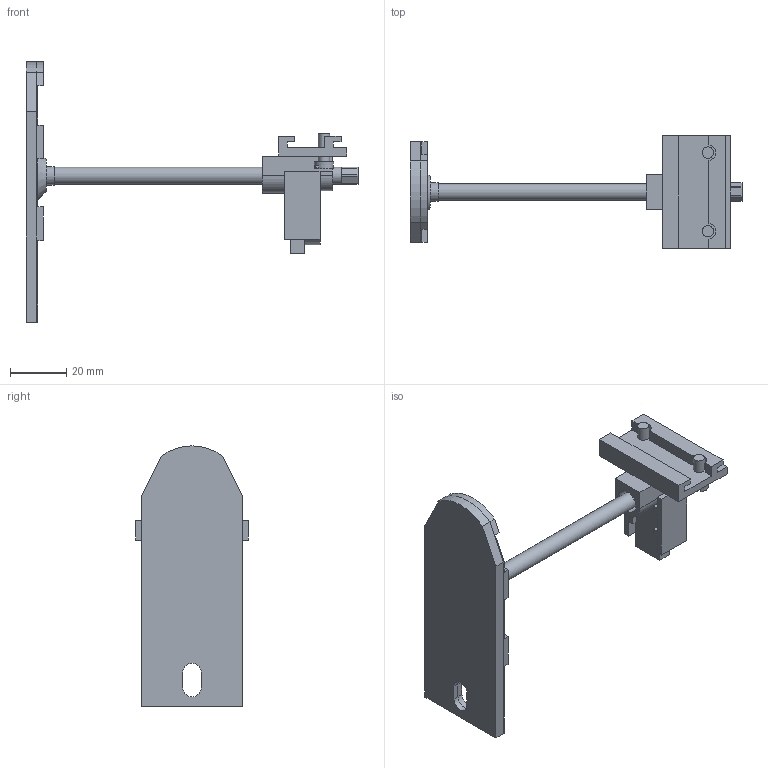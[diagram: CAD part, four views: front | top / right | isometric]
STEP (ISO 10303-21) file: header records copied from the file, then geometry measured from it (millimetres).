
FILE_DESCRIPTION (( 'STEP AP214' ), '1' );
FILE_NAME ('7425970.stp', '2023-04-13T07:16:39', ( '' ), ( '' ), 'SwSTEP 2.0', 'SolidWorks 2022', '' );
FILE_SCHEMA (( 'AUTOMOTIVE_DESIGN' ));
Length unit declared in the file: millimetre
Products named in the file (9): 001134_Standard; 001701_Nivellierstütze 110; 001132_Standard; 001133_Standard; 001232_Standard; 108251_110 mm länge; 001131_Standard; 35104201_Standard; 7425970
Assembly tree (9 placements, depth 3):
  7425970
    001701_Nivellierstütze 110
      001133_Standard
      108251_110 mm länge
      001134_Standard
    001232_Standard
      001131_Standard
      35104201_Standard  x2
      001132_Standard
Bounding box: 118 x 40 x 92.5 mm (x, y, z)
Volume: 26997.9 mm3; surface area: 25488.6 mm2
Topology: 7 solids, 7 shells, 197 faces, 514 edges, 334 vertices
Faces by surface type: plane 156, cylinder 29, cone 6, torus 6
Full cylindrical faces by diameter (mm): 3.6 x2, 4 x2, 6 x1, 6.55 x1, 8.3 x1, 14.5 x1
Entity records: 6180 total; most frequent: CARTESIAN_POINT 1069, ORIENTED_EDGE 938, DIRECTION 932, EDGE_CURVE 469, VECTOR 388, LINE 388, VERTEX_POINT 311, AXIS2_PLACEMENT_3D 272
